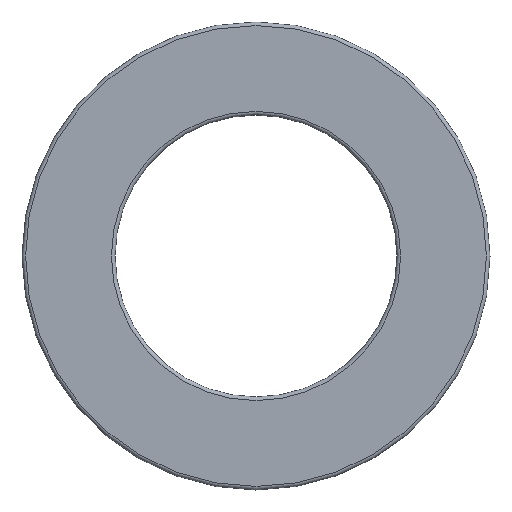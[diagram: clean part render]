
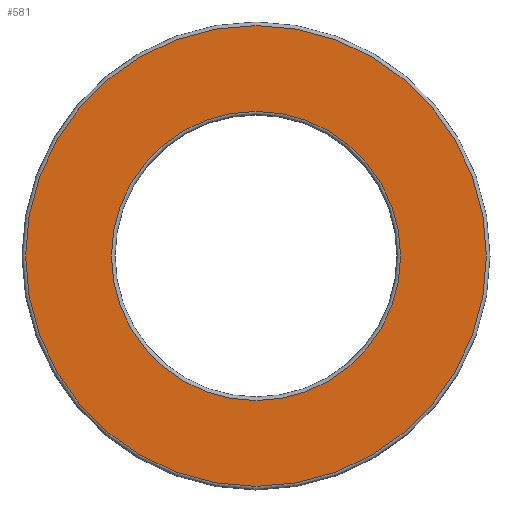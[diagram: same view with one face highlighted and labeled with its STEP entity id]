
A CAD part, left-side view. The second image highlights one B-rep face of the part: STEP entity #581.
In plain terms, the highlighted planar face has unit normal (-1, 0, 0).
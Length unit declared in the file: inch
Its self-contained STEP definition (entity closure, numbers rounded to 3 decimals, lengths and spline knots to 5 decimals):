
#48 = ORIENTED_EDGE ( 'NONE', *, *, #110, .T. ) ;
#110 = EDGE_CURVE ( 'NONE', #1105, #1105, #1395, .T. ) ;
#114 = DIRECTION ( 'NONE',  ( 0., 0., -1. ) ) ;
#342 = CARTESIAN_POINT ( 'NONE',  ( -0.3125, 0., 0. ) ) ;
#380 = DIRECTION ( 'NONE',  ( -1., 0., 0. ) ) ;
#402 = DIRECTION ( 'NONE',  ( 0., 0., 1. ) ) ;
#406 = CARTESIAN_POINT ( 'NONE',  ( -0.3125, 0., 0. ) ) ;
#457 = AXIS2_PLACEMENT_3D ( 'NONE', #406, #1286, #402 ) ;
#535 = ORIENTED_EDGE ( 'NONE', *, *, #753, .F. ) ;
#560 = DIRECTION ( 'NONE',  ( 1., 0., 0. ) ) ;
#565 = PLANE ( 'NONE',  #1285 ) ;
#581 = ADVANCED_FACE ( 'NONE', ( #621, #1279 ), #565, .F. ) ;
#621 = FACE_BOUND ( 'NONE', #1250, .T. ) ;
#687 = VERTEX_POINT ( 'NONE', #1104 ) ;
#753 = EDGE_CURVE ( 'NONE', #687, #687, #1146, .T. ) ;
#825 = DIRECTION ( 'NONE',  ( 0., 0., 1. ) ) ;
#884 = CARTESIAN_POINT ( 'NONE',  ( -0.3125, 0., 1.27688 ) ) ;
#926 = CARTESIAN_POINT ( 'NONE',  ( -0.3125, 0., 0. ) ) ;
#1104 = CARTESIAN_POINT ( 'NONE',  ( -0.3125, 0., 0.80125 ) ) ;
#1105 = VERTEX_POINT ( 'NONE', #884 ) ;
#1125 = AXIS2_PLACEMENT_3D ( 'NONE', #926, #380, #825 ) ;
#1146 = CIRCLE ( 'NONE', #457, 0.80125 ) ;
#1250 = EDGE_LOOP ( 'NONE', ( #535 ) ) ;
#1279 = FACE_OUTER_BOUND ( 'NONE', #1352, .T. ) ;
#1285 = AXIS2_PLACEMENT_3D ( 'NONE', #342, #560, #114 ) ;
#1286 = DIRECTION ( 'NONE',  ( -1., 0., 0. ) ) ;
#1352 = EDGE_LOOP ( 'NONE', ( #48 ) ) ;
#1395 = CIRCLE ( 'NONE', #1125, 1.27688 ) ;
